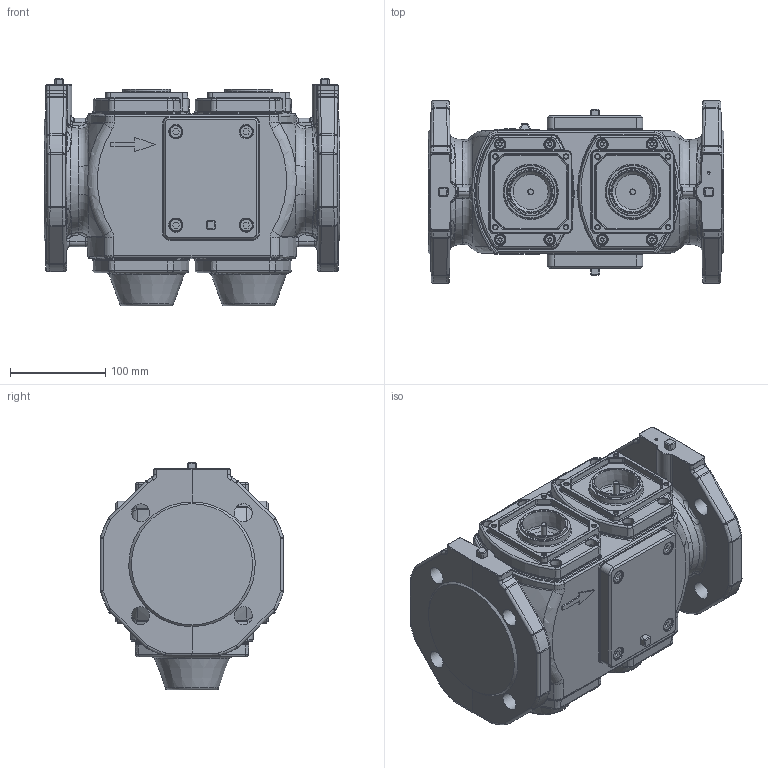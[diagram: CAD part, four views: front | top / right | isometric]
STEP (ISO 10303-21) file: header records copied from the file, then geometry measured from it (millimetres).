
FILE_DESCRIPTION(/* description */ (''),/* implementation_level */ '2;1');
FILE_NAME(/* name */ 'A5W00027919_02.stp',/* time_stamp */ '2018-07-02T11:09:11+02:00',/* author */ (''),/* organization */ (''),/* preprocessor_version */ 'ST-DEVELOPER v16',/* originating_system */ 'SIEMENS PLM Software NX 10.0',/* authorisation */ '');
FILE_SCHEMA (('AUTOMOTIVE_DESIGN { 1 0 10303 214 3 1 1 1 }'));
Products named in the file (1): Gant1A3883FE8cpf
Bounding box: 310 x 192 x 238.5 mm (x, y, z)
Volume: 7151527.1 mm3; surface area: 361386.6 mm2
Topology: 1 solids, 50 shells, 2065 faces, 5034 edges, 3072 vertices
Faces by surface type: plane 632, cylinder 622, bspline 380, cone 226, torus 184, sphere 16, extrusion 5
Full cylindrical faces by diameter (mm): 3 x1, 5.188 x2, 5.3 x6, 5.5 x16, 5.6 x1, 5.795 x16, 6 x2, 6.8 x8, 8 x8, 10 x16, 13 x8, 14 x8, 19 x8
Entity records: 66335 total; most frequent: CARTESIAN_POINT 21466, DIRECTION 9365, ORIENTED_EDGE 9036, EDGE_CURVE 4518, AXIS2_PLACEMENT_3D 3765, VERTEX_POINT 2930, EDGE_LOOP 2480, ADVANCED_FACE 2065
